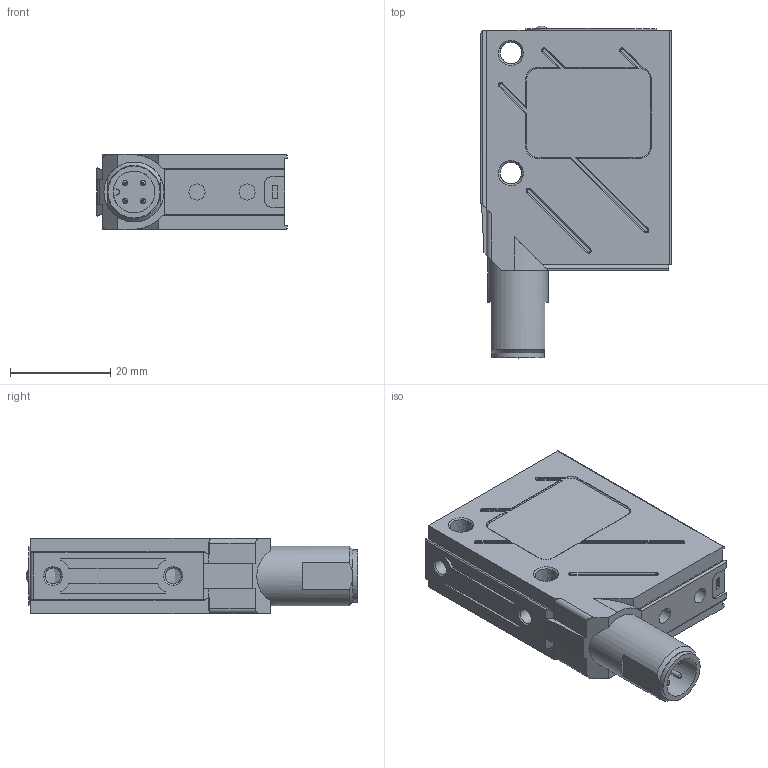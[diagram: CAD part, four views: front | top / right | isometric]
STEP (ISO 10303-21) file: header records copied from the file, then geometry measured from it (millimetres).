
FILE_DESCRIPTION(/* description */ (''),/* implementation_level */ '2;1');
FILE_NAME(/* name */ 'OY380523.stp',/* time_stamp */ '2016-10-10T14:58:01+02:00',/* author */ ('mitarbeiter'),/* organization */ (''),/* preprocessor_version */ 'ST-DEVELOPER v15.2',/* originating_system */ 'Autodesk Inventor 2014',/* authorisation */ '');
FILE_SCHEMA (('AUTOMOTIVE_DESIGN { 1 0 10303 214 3 1 1 }'));
Length unit declared in the file: millimetre
Products named in the file (5): OY380520_1; OY380520_2; OY380520_3; OY380520_4; OY380523
Bounding box: 38 x 66.29 x 15 mm (x, y, z)
Volume: 26612.7 mm3; surface area: 8408.2 mm2
Topology: 4 solids, 4 shells, 275 faces, 665 edges, 418 vertices
Faces by surface type: plane 148, cylinder 83, cone 16, bspline 14, torus 13, sphere 1
Full cylindrical faces by diameter (mm): 1 x4, 3.2 x4, 7.6 x1, 8.2 x1, 8.35 x1, 8.95 x1, 9.5 x3, 10.4 x1, 12 x1
Entity records: 8919 total; most frequent: CARTESIAN_POINT 2471, DIRECTION 1331, ORIENTED_EDGE 1264, EDGE_CURVE 632, AXIS2_PLACEMENT_3D 462, VERTEX_POINT 415, LINE 407, VECTOR 407
